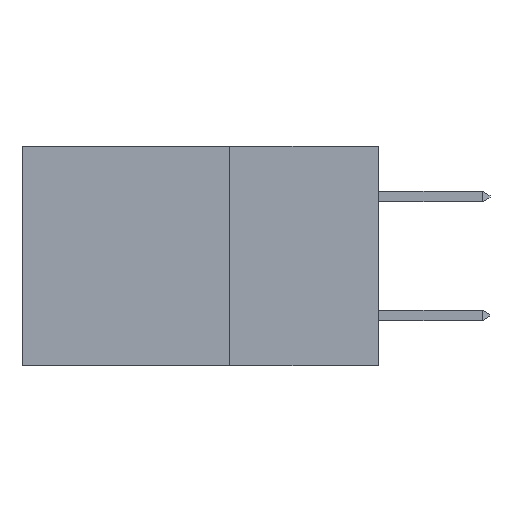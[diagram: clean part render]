
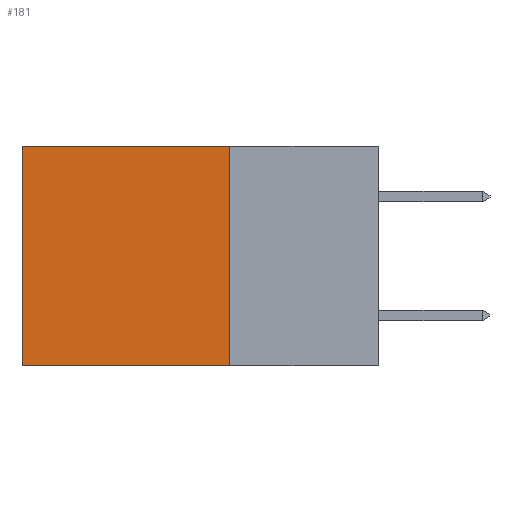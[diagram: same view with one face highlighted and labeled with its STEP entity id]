
A CAD part, left-side view. The second image highlights one B-rep face of the part: STEP entity #181.
In plain terms, the highlighted planar face has unit normal (-1, 0, 0).
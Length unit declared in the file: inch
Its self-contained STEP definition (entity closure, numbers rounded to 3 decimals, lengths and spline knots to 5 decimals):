
#174 = LINE ( 'NONE', #6896, #3944 ) ;
#181 = ADVANCED_FACE ( 'NONE', ( #7991 ), #11532, .F. ) ;
#490 = DIRECTION ( 'NONE',  ( 0., 0., -1. ) ) ;
#587 = VERTEX_POINT ( 'NONE', #9647 ) ;
#592 = ORIENTED_EDGE ( 'NONE', *, *, #664, .F. ) ;
#664 = EDGE_CURVE ( 'NONE', #587, #9075, #12959, .T. ) ;
#1815 = EDGE_CURVE ( 'NONE', #9075, #4321, #13550, .T. ) ;
#3114 = LINE ( 'NONE', #7452, #16711 ) ;
#3599 = CARTESIAN_POINT ( 'NONE',  ( 0.298, 0.25, 0. ) ) ;
#3944 = VECTOR ( 'NONE', #13726, 39.37008 ) ;
#4321 = VERTEX_POINT ( 'NONE', #7857 ) ;
#5684 = VECTOR ( 'NONE', #14607, 39.37008 ) ;
#5964 = CARTESIAN_POINT ( 'NONE',  ( 0.298, 0.25, -0.37 ) ) ;
#6277 = VECTOR ( 'NONE', #12952, 39.37008 ) ;
#6876 = CARTESIAN_POINT ( 'NONE',  ( 0.298, 0.6, 0. ) ) ;
#6892 = ORIENTED_EDGE ( 'NONE', *, *, #7290, .T. ) ;
#6896 = CARTESIAN_POINT ( 'NONE',  ( 0.298, 0.25, 0. ) ) ;
#7290 = EDGE_CURVE ( 'NONE', #11810, #4321, #3114, .T. ) ;
#7452 = CARTESIAN_POINT ( 'NONE',  ( 0.298, 0.6, 0. ) ) ;
#7665 = EDGE_CURVE ( 'NONE', #587, #11810, #174, .T. ) ;
#7857 = CARTESIAN_POINT ( 'NONE',  ( 0.298, 0.6, -0.37 ) ) ;
#7991 = FACE_OUTER_BOUND ( 'NONE', #8954, .T. ) ;
#8954 = EDGE_LOOP ( 'NONE', ( #6892, #13728, #592, #12770 ) ) ;
#9075 = VERTEX_POINT ( 'NONE', #5964 ) ;
#9228 = CARTESIAN_POINT ( 'NONE',  ( 0.298, 0.25, 0. ) ) ;
#9647 = CARTESIAN_POINT ( 'NONE',  ( 0.298, 0.25, 0. ) ) ;
#11532 = PLANE ( 'NONE',  #15738 ) ;
#11810 = VERTEX_POINT ( 'NONE', #6876 ) ;
#12770 = ORIENTED_EDGE ( 'NONE', *, *, #7665, .T. ) ;
#12943 = DIRECTION ( 'NONE',  ( 1., 0., 0. ) ) ;
#12952 = DIRECTION ( 'NONE',  ( 0., 1., 0. ) ) ;
#12959 = LINE ( 'NONE', #9228, #5684 ) ;
#13376 = DIRECTION ( 'NONE',  ( 0., 0., -1. ) ) ;
#13550 = LINE ( 'NONE', #14939, #6277 ) ;
#13726 = DIRECTION ( 'NONE',  ( 0., 1., 0. ) ) ;
#13728 = ORIENTED_EDGE ( 'NONE', *, *, #1815, .F. ) ;
#14607 = DIRECTION ( 'NONE',  ( 0., 0., -1. ) ) ;
#14939 = CARTESIAN_POINT ( 'NONE',  ( 0.298, 0.25, -0.37 ) ) ;
#15738 = AXIS2_PLACEMENT_3D ( 'NONE', #3599, #12943, #13376 ) ;
#16711 = VECTOR ( 'NONE', #490, 39.37008 ) ;
